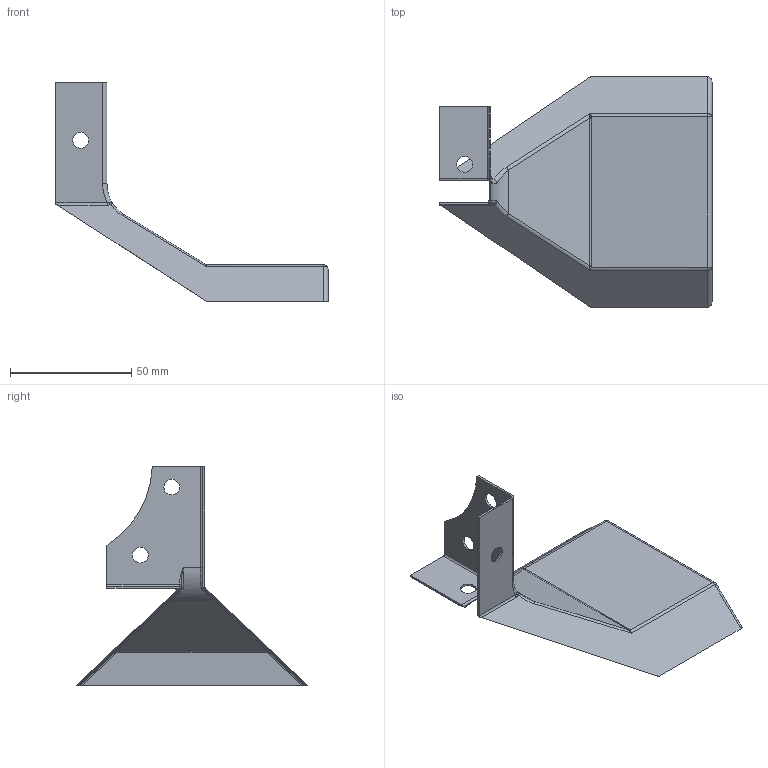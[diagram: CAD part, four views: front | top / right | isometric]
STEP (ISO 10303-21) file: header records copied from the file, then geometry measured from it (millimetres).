
FILE_DESCRIPTION(('STEP AP203'), '1');
FILE_NAME('08.01.00 ﾋⅳ鶴', '', ('UNSPECIFIED'), ('UNSPECIFIED'), 'ASCON STEP Converter 1.6', 'ASCON Math Kernel', '');
FILE_SCHEMA(('CONFIG_CONTROL_DESIGN'));
Length unit declared in the file: millimetre
Products named in the file (1): 08.01.0030
Bounding box: 112 x 95 x 90 mm (x, y, z)
Volume: 10565.1 mm3; surface area: 26925.5 mm2
Topology: 1 solids, 1 shells, 103 faces, 264 edges, 148 vertices
Faces by surface type: cylinder 38, plane 31, bspline 24, torus 6, sphere 4
Full cylindrical faces by diameter (mm): 6.5 x4
Entity records: 5180 total; most frequent: CARTESIAN_POINT 2189, ORIENTED_EDGE 490, DIRECTION 369, EDGE_CURVE 245, VERTEX_POINT 148, AXIS2_PLACEMENT_3D 132, EDGE_LOOP 115, FACE_BOUND 107
